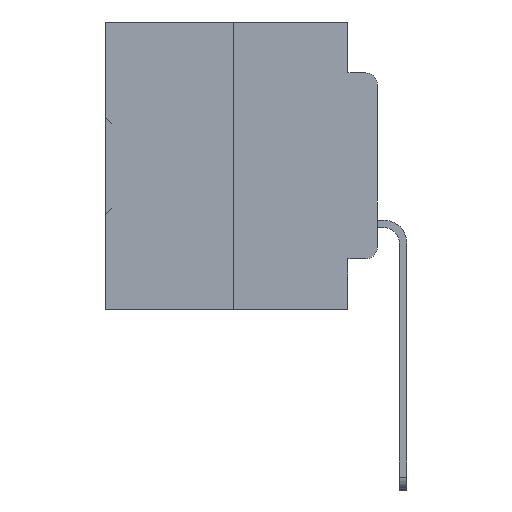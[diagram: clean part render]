
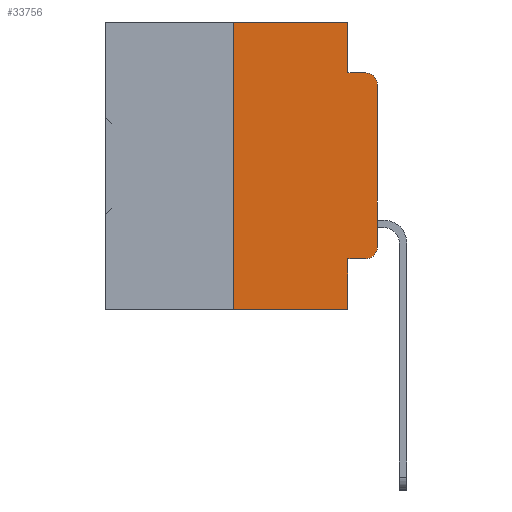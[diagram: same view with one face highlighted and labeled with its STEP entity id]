
A CAD part, left-side view. The second image highlights one B-rep face of the part: STEP entity #33756.
In plain terms, the highlighted planar face has unit normal (-1, 0, 0).
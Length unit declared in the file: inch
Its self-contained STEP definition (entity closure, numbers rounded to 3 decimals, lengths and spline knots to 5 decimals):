
#105 = CARTESIAN_POINT ( 'NONE',  ( 0., 0.051, -0.4115 ) ) ;
#363 = CARTESIAN_POINT ( 'NONE',  ( 0., 0.25, -0.5 ) ) ;
#758 = ORIENTED_EDGE ( 'NONE', *, *, #5969, .F. ) ;
#901 = VERTEX_POINT ( 'NONE', #363 ) ;
#902 = EDGE_CURVE ( 'NONE', #16155, #5982, #18224, .T. ) ;
#914 = ORIENTED_EDGE ( 'NONE', *, *, #6428, .T. ) ;
#1371 = DIRECTION ( 'NONE',  ( -1., 0., 0. ) ) ;
#1895 = ORIENTED_EDGE ( 'NONE', *, *, #23998, .F. ) ;
#2025 = DIRECTION ( 'NONE',  ( -1., 0., 0. ) ) ;
#2027 = AXIS2_PLACEMENT_3D ( 'NONE', #19929, #2025, #22825 ) ;
#2140 = ORIENTED_EDGE ( 'NONE', *, *, #12286, .T. ) ;
#2261 = CARTESIAN_POINT ( 'NONE',  ( 0., 0.473, -0.5 ) ) ;
#2396 = ORIENTED_EDGE ( 'NONE', *, *, #30982, .F. ) ;
#3127 = DIRECTION ( 'NONE',  ( 0., 0., -1. ) ) ;
#3258 = CARTESIAN_POINT ( 'NONE',  ( 0., 0., 0. ) ) ;
#3262 = EDGE_CURVE ( 'NONE', #16155, #32752, #36510, .T. ) ;
#3538 = CARTESIAN_POINT ( 'NONE',  ( 0., 0.051, 0. ) ) ;
#3781 = AXIS2_PLACEMENT_3D ( 'NONE', #13008, #15969, #36145 ) ;
#4569 = DIRECTION ( 'NONE',  ( 0., -1., 0. ) ) ;
#4665 = CIRCLE ( 'NONE', #2027, 0.02 ) ;
#5350 = DIRECTION ( 'NONE',  ( 0., -1., 0. ) ) ;
#5490 = ORIENTED_EDGE ( 'NONE', *, *, #21381, .F. ) ;
#5937 = ORIENTED_EDGE ( 'NONE', *, *, #17034, .T. ) ;
#5969 = EDGE_CURVE ( 'NONE', #10438, #34405, #24480, .T. ) ;
#5982 = VERTEX_POINT ( 'NONE', #20253 ) ;
#6015 = CARTESIAN_POINT ( 'NONE',  ( 0., 0.25, 0. ) ) ;
#6428 = EDGE_CURVE ( 'NONE', #7074, #19226, #24441, .T. ) ;
#6702 = EDGE_LOOP ( 'NONE', ( #914, #2140, #2396, #758, #1895, #5490, #5937, #13175, #8084, #7564 ) ) ;
#7074 = VERTEX_POINT ( 'NONE', #27547 ) ;
#7416 = VECTOR ( 'NONE', #5350, 39.37008 ) ;
#7564 = ORIENTED_EDGE ( 'NONE', *, *, #27250, .T. ) ;
#8084 = ORIENTED_EDGE ( 'NONE', *, *, #902, .T. ) ;
#8840 = VECTOR ( 'NONE', #23803, 39.37008 ) ;
#9063 = DIRECTION ( 'NONE',  ( 0., 0., 1. ) ) ;
#10062 = CARTESIAN_POINT ( 'NONE',  ( 0., 0.051, -0.0885 ) ) ;
#10438 = VERTEX_POINT ( 'NONE', #3538 ) ;
#10906 = CARTESIAN_POINT ( 'NONE',  ( 0., 0.051, 0. ) ) ;
#11570 = AXIS2_PLACEMENT_3D ( 'NONE', #19321, #1371, #22205 ) ;
#12286 = EDGE_CURVE ( 'NONE', #19226, #13532, #27149, .T. ) ;
#13008 = CARTESIAN_POINT ( 'NONE',  ( 0., 0.473, 0. ) ) ;
#13175 = ORIENTED_EDGE ( 'NONE', *, *, #3262, .F. ) ;
#13449 = VECTOR ( 'NONE', #3127, 39.37008 ) ;
#13532 = VERTEX_POINT ( 'NONE', #19351 ) ;
#14109 = LINE ( 'NONE', #6015, #36254 ) ;
#15490 = VECTOR ( 'NONE', #4569, 39.37008 ) ;
#15969 = DIRECTION ( 'NONE',  ( 1., 0., 0. ) ) ;
#16155 = VERTEX_POINT ( 'NONE', #105 ) ;
#16305 = LINE ( 'NONE', #2261, #7416 ) ;
#16995 = DIRECTION ( 'NONE',  ( 0., -1., 0. ) ) ;
#17034 = EDGE_CURVE ( 'NONE', #901, #32752, #16305, .T. ) ;
#17335 = DIRECTION ( 'NONE',  ( 0., 0., -1. ) ) ;
#17625 = CARTESIAN_POINT ( 'NONE',  ( 0., 0.051, -0.4115 ) ) ;
#17701 = VECTOR ( 'NONE', #17335, 39.37008 ) ;
#18224 = LINE ( 'NONE', #17625, #15490 ) ;
#19226 = VERTEX_POINT ( 'NONE', #24547 ) ;
#19321 = CARTESIAN_POINT ( 'NONE',  ( 0., 0.02, -0.1085 ) ) ;
#19351 = CARTESIAN_POINT ( 'NONE',  ( 0., 0.02, -0.0885 ) ) ;
#19437 = CARTESIAN_POINT ( 'NONE',  ( 0., 0.051, -0.5 ) ) ;
#19929 = CARTESIAN_POINT ( 'NONE',  ( 0., 0.02, -0.3915 ) ) ;
#20253 = CARTESIAN_POINT ( 'NONE',  ( 0., 0.02, -0.4115 ) ) ;
#20404 = VECTOR ( 'NONE', #23913, 39.37008 ) ;
#20898 = CARTESIAN_POINT ( 'NONE',  ( 0., 0.051, -0.0885 ) ) ;
#21381 = EDGE_CURVE ( 'NONE', #901, #31463, #14109, .T. ) ;
#22205 = DIRECTION ( 'NONE',  ( 0., 0., -1. ) ) ;
#22552 = VECTOR ( 'NONE', #16995, 39.37008 ) ;
#22825 = DIRECTION ( 'NONE',  ( 0., 0., -1. ) ) ;
#23462 = LINE ( 'NONE', #34249, #22552 ) ;
#23803 = DIRECTION ( 'NONE',  ( 0., 0., 1. ) ) ;
#23913 = DIRECTION ( 'NONE',  ( 0., -1., 0. ) ) ;
#23998 = EDGE_CURVE ( 'NONE', #31463, #10438, #23462, .T. ) ;
#24441 = LINE ( 'NONE', #3258, #8840 ) ;
#24480 = LINE ( 'NONE', #37482, #17701 ) ;
#24547 = CARTESIAN_POINT ( 'NONE',  ( 0., 0., -0.1085 ) ) ;
#27149 = CIRCLE ( 'NONE', #11570, 0.02 ) ;
#27250 = EDGE_CURVE ( 'NONE', #5982, #7074, #4665, .T. ) ;
#27547 = CARTESIAN_POINT ( 'NONE',  ( 0., 0., -0.3915 ) ) ;
#28055 = LINE ( 'NONE', #20898, #20404 ) ;
#30982 = EDGE_CURVE ( 'NONE', #34405, #13532, #28055, .T. ) ;
#31463 = VERTEX_POINT ( 'NONE', #31818 ) ;
#31818 = CARTESIAN_POINT ( 'NONE',  ( 0., 0.25, 0. ) ) ;
#32752 = VERTEX_POINT ( 'NONE', #19437 ) ;
#33238 = PLANE ( 'NONE',  #3781 ) ;
#33756 = ADVANCED_FACE ( 'NONE', ( #36108 ), #33238, .F. ) ;
#34249 = CARTESIAN_POINT ( 'NONE',  ( 0., 0.473, 0. ) ) ;
#34405 = VERTEX_POINT ( 'NONE', #10062 ) ;
#36108 = FACE_OUTER_BOUND ( 'NONE', #6702, .T. ) ;
#36145 = DIRECTION ( 'NONE',  ( 0., 0., -1. ) ) ;
#36254 = VECTOR ( 'NONE', #9063, 39.37008 ) ;
#36510 = LINE ( 'NONE', #10906, #13449 ) ;
#37482 = CARTESIAN_POINT ( 'NONE',  ( 0., 0.051, 0. ) ) ;
